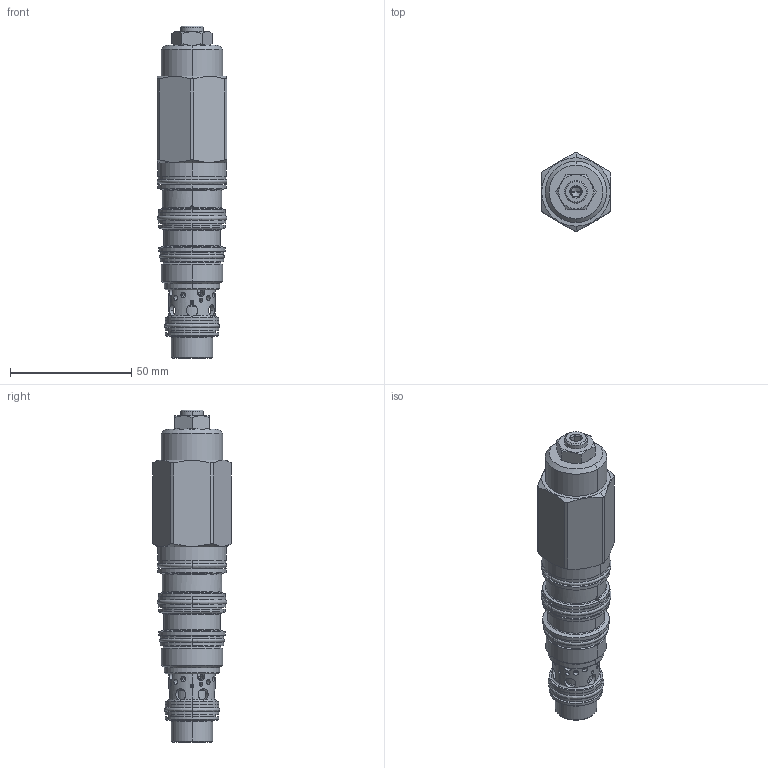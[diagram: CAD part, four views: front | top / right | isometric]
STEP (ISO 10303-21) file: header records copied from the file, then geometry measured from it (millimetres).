
FILE_DESCRIPTION((''),'2;1');
FILE_NAME('MWEG-LHN_PRT','2015-02-27T',('Administrator'),(''),'PRO/ENGINEER BY PARAMETRIC TECHNOLOGY CORPORATION, 2006240','PRO/ENGINEER BY PARAMETRIC TECHNOLOGY CORPORATION, 2006240','');
FILE_SCHEMA(('CONFIG_CONTROL_DESIGN'));
Length unit declared in the file: inch
Products named in the file (1): MWEG-LHN_PRT
Bounding box: 28.8 x 32.21 x 136.77 mm (x, y, z)
Volume: 64773.9 mm3; surface area: 20573.3 mm2
Topology: 7 solids, 8 shells, 417 faces, 1042 edges, 635 vertices
Faces by surface type: cylinder 205, cone 68, plane 67, torus 61, revolution 16
Entity records: 17076 total; most frequent: CARTESIAN_POINT 7200, ORIENTED_EDGE 2064, DIRECTION 1992, EDGE_CURVE 1032, AXIS2_PLACEMENT_3D 833, VERTEX_POINT 631, EDGE_LOOP 527, CIRCLE 432
